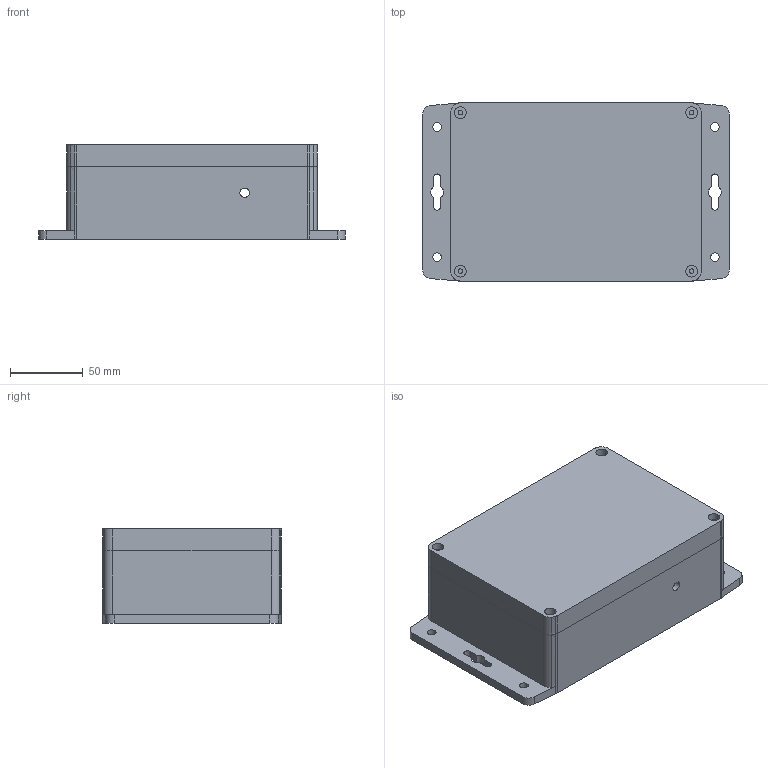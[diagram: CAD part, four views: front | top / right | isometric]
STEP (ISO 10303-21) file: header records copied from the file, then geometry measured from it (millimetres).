
FILE_DESCRIPTION (( 'STEP AP214' ), '1' );
FILE_NAME ('sf236_assembly_for_customer.STEP', '2019-09-17T13:52:46', ( '' ), ( '' ), 'SwSTEP 2.0', 'SolidWorks 2019', '' );
FILE_SCHEMA (( 'AUTOMOTIVE_DESIGN' ));
Length unit declared in the file: millimetre
Products named in the file (4): plexi_plate_full_slot_x58; sf236_assembly_for_customer; sf236_top; sf236_buttom
Assembly tree (3 placements, depth 2):
  sf236_assembly_for_customer
    plexi_plate_full_slot_x58
    sf236_buttom
    sf236_top
Bounding box: 210.8 x 122.57 x 65.1 mm (x, y, z)
Volume: 388222.1 mm3; surface area: 210937.9 mm2
Topology: 3 solids, 3 shells, 470 faces, 1289 edges, 860 vertices
Faces by surface type: cylinder 264, plane 198, bspline 8
Entity records: 15879 total; most frequent: CARTESIAN_POINT 3113, DIRECTION 2737, ORIENTED_EDGE 2578, EDGE_CURVE 1289, AXIS2_PLACEMENT_3D 996, VERTEX_POINT 860, LINE 745, VECTOR 745
